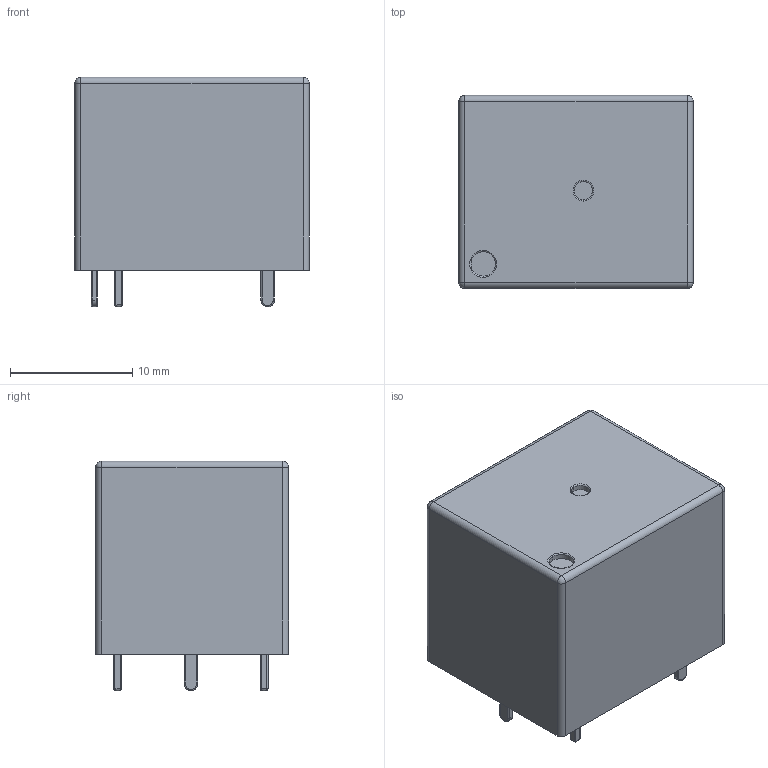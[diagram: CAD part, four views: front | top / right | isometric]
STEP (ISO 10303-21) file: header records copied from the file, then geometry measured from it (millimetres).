
FILE_DESCRIPTION (( 'STEP AP214' ), '1' );
FILE_NAME ('RELAY-TH_L19.2-W15.6-H15.8.step', '2024-09-05T08:35:59', ( '' ), ( '' ), 'SwSTEP 2.0', 'SolidWorks 2021', '' );
FILE_SCHEMA (( 'AUTOMOTIVE_DESIGN' ));
Length unit declared in the file: millimetre
Products named in the file (1): RELAY-TH_L19.2-W15.6-H15.8
Bounding box: 19.2 x 15.81 x 18.8 mm (x, y, z)
Volume: 4689.4 mm3; surface area: 1760.4 mm2
Topology: 1 solids, 1 shells, 333 faces, 866 edges, 550 vertices
Faces by surface type: plane 161, bspline 106, cylinder 46, torus 16, sphere 4
Entity records: 14367 total; most frequent: CARTESIAN_POINT 3276, ORIENTED_EDGE 1708, DIRECTION 1196, EDGE_CURVE 854, VERTEX_POINT 550, LINE 536, VECTOR 536, EDGE_LOOP 360
